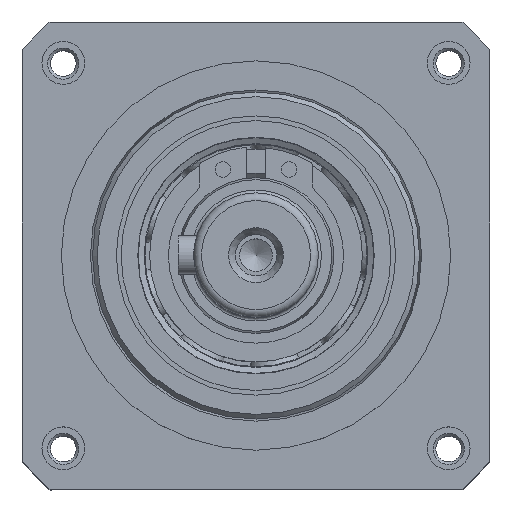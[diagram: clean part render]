
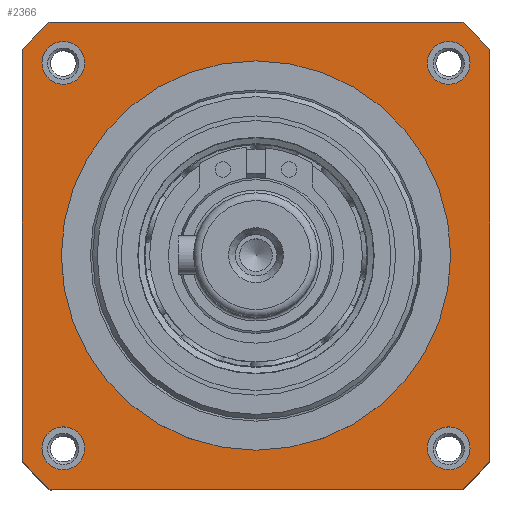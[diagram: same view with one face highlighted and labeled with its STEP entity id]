
A CAD part, top view. The second image highlights one B-rep face of the part: STEP entity #2366.
In plain terms, the highlighted planar face has unit normal (0, 0, 1).
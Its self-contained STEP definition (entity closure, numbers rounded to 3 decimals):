
#1040=PLANE('',#10029);
#1434=FACE_BOUND('',#3455,.T.);
#1435=FACE_BOUND('',#3456,.T.);
#1436=FACE_BOUND('',#3457,.T.);
#1437=FACE_BOUND('',#3458,.T.);
#1438=FACE_BOUND('',#3459,.T.);
#1439=FACE_BOUND('',#3460,.T.);
#2366=ADVANCED_FACE('',(#1434,#1435,#1436,#1437,#1438,#1439),#1040,.F.);
#3455=EDGE_LOOP('',(#5694));
#3456=EDGE_LOOP('',(#5695));
#3457=EDGE_LOOP('',(#5696));
#3458=EDGE_LOOP('',(#5697));
#3459=EDGE_LOOP('',(#5698));
#3460=EDGE_LOOP('',(#5699,#5700,#5701,#5702,#5703,#5704,#5705,#5706));
#4198=LINE('',#14573,#4669);
#4204=LINE('',#14585,#4675);
#4210=LINE('',#14597,#4681);
#4216=LINE('',#14609,#4687);
#4669=VECTOR('',#11765,1.);
#4675=VECTOR('',#11773,1.);
#4681=VECTOR('',#11781,1.);
#4687=VECTOR('',#11789,1.);
#5694=ORIENTED_EDGE('',*,*,#8327,.T.);
#5695=ORIENTED_EDGE('',*,*,#8328,.T.);
#5696=ORIENTED_EDGE('',*,*,#8329,.T.);
#5697=ORIENTED_EDGE('',*,*,#8330,.T.);
#5698=ORIENTED_EDGE('',*,*,#8331,.F.);
#5699=ORIENTED_EDGE('',*,*,#8326,.F.);
#5700=ORIENTED_EDGE('',*,*,#8297,.F.);
#5701=ORIENTED_EDGE('',*,*,#8320,.F.);
#5702=ORIENTED_EDGE('',*,*,#8315,.F.);
#5703=ORIENTED_EDGE('',*,*,#8322,.F.);
#5704=ORIENTED_EDGE('',*,*,#8309,.F.);
#5705=ORIENTED_EDGE('',*,*,#8324,.F.);
#5706=ORIENTED_EDGE('',*,*,#8303,.F.);
#7405=VERTEX_POINT('',#14572);
#7406=VERTEX_POINT('',#14574);
#7410=VERTEX_POINT('',#14584);
#7411=VERTEX_POINT('',#14586);
#7415=VERTEX_POINT('',#14596);
#7416=VERTEX_POINT('',#14598);
#7420=VERTEX_POINT('',#14608);
#7421=VERTEX_POINT('',#14610);
#7424=VERTEX_POINT('',#14630);
#7425=VERTEX_POINT('',#14632);
#7426=VERTEX_POINT('',#14634);
#7427=VERTEX_POINT('',#14636);
#7428=VERTEX_POINT('',#14638);
#8297=EDGE_CURVE('',#7405,#7406,#4198,.T.);
#8303=EDGE_CURVE('',#7410,#7411,#4204,.T.);
#8309=EDGE_CURVE('',#7415,#7416,#4210,.T.);
#8315=EDGE_CURVE('',#7420,#7421,#4216,.T.);
#8320=EDGE_CURVE('',#7421,#7405,#9219,.T.);
#8322=EDGE_CURVE('',#7416,#7420,#9221,.T.);
#8324=EDGE_CURVE('',#7411,#7415,#9223,.T.);
#8326=EDGE_CURVE('',#7406,#7410,#9225,.T.);
#8327=EDGE_CURVE('',#7424,#7424,#9226,.T.);
#8328=EDGE_CURVE('',#7425,#7425,#9227,.T.);
#8329=EDGE_CURVE('',#7426,#7426,#9228,.T.);
#8330=EDGE_CURVE('',#7427,#7427,#9229,.T.);
#8331=EDGE_CURVE('',#7428,#7428,#9230,.T.);
#9219=CIRCLE('',#10013,40.);
#9221=CIRCLE('',#10016,40.);
#9223=CIRCLE('',#10019,40.);
#9225=CIRCLE('',#10022,40.);
#9226=CIRCLE('',#10024,2.75);
#9227=CIRCLE('',#10025,2.75);
#9228=CIRCLE('',#10026,2.75);
#9229=CIRCLE('',#10027,2.75);
#9230=CIRCLE('',#10028,25.);
#10013=AXIS2_PLACEMENT_3D('',#14618,#11797,#11798);
#10016=AXIS2_PLACEMENT_3D('',#14621,#11803,#11804);
#10019=AXIS2_PLACEMENT_3D('',#14624,#11809,#11810);
#10022=AXIS2_PLACEMENT_3D('',#14627,#11815,#11816);
#10024=AXIS2_PLACEMENT_3D('',#14629,#11819,#11820);
#10025=AXIS2_PLACEMENT_3D('',#14631,#11821,#11822);
#10026=AXIS2_PLACEMENT_3D('',#14633,#11823,#11824);
#10027=AXIS2_PLACEMENT_3D('',#14635,#11825,#11826);
#10028=AXIS2_PLACEMENT_3D('',#14637,#11827,#11828);
#10029=AXIS2_PLACEMENT_3D('',#14639,#11829,#11830);
#11765=DIRECTION('',(0.,1.,0.));
#11773=DIRECTION('',(1.,0.,0.));
#11781=DIRECTION('',(0.,-1.,0.));
#11789=DIRECTION('',(-1.,0.,0.));
#11797=DIRECTION('',(0.,0.,-1.));
#11798=DIRECTION('',(-1.,0.,0.));
#11803=DIRECTION('',(0.,0.,-1.));
#11804=DIRECTION('',(-1.,0.,0.));
#11809=DIRECTION('',(0.,0.,-1.));
#11810=DIRECTION('',(-1.,0.,0.));
#11815=DIRECTION('',(0.,0.,-1.));
#11816=DIRECTION('',(-1.,0.,0.));
#11819=DIRECTION('',(0.,0.,-1.));
#11820=DIRECTION('',(-1.,0.,0.));
#11821=DIRECTION('',(0.,0.,-1.));
#11822=DIRECTION('',(-1.,0.,0.));
#11823=DIRECTION('',(0.,0.,-1.));
#11824=DIRECTION('',(-1.,0.,0.));
#11825=DIRECTION('',(0.,0.,-1.));
#11826=DIRECTION('',(-1.,0.,0.));
#11827=DIRECTION('',(0.,0.,1.));
#11828=DIRECTION('',(1.,0.,0.));
#11829=DIRECTION('',(0.,0.,-1.));
#11830=DIRECTION('',(-1.,0.,0.));
#14572=CARTESIAN_POINT('',(-30.,-26.458,49.));
#14573=CARTESIAN_POINT('',(-30.,-30.,49.));
#14574=CARTESIAN_POINT('',(-30.,26.458,49.));
#14584=CARTESIAN_POINT('',(-26.458,30.,49.));
#14585=CARTESIAN_POINT('',(-30.,30.,49.));
#14586=CARTESIAN_POINT('',(26.458,30.,49.));
#14596=CARTESIAN_POINT('',(30.,26.458,49.));
#14597=CARTESIAN_POINT('',(30.,30.,49.));
#14598=CARTESIAN_POINT('',(30.,-26.458,49.));
#14608=CARTESIAN_POINT('',(26.458,-30.,49.));
#14609=CARTESIAN_POINT('',(30.,-30.,49.));
#14610=CARTESIAN_POINT('',(-26.458,-30.,49.));
#14618=CARTESIAN_POINT('',(0.,0.,49.));
#14621=CARTESIAN_POINT('',(0.,0.,49.));
#14624=CARTESIAN_POINT('',(0.,0.,49.));
#14627=CARTESIAN_POINT('',(0.,0.,49.));
#14629=CARTESIAN_POINT('',(-24.749,-24.749,49.));
#14630=CARTESIAN_POINT('',(-27.499,-24.749,49.));
#14631=CARTESIAN_POINT('',(-24.749,24.749,49.));
#14632=CARTESIAN_POINT('',(-27.499,24.749,49.));
#14633=CARTESIAN_POINT('',(24.749,24.749,49.));
#14634=CARTESIAN_POINT('',(21.999,24.749,49.));
#14635=CARTESIAN_POINT('',(24.749,-24.749,49.));
#14636=CARTESIAN_POINT('',(21.999,-24.749,49.));
#14637=CARTESIAN_POINT('',(0.,0.,49.));
#14638=CARTESIAN_POINT('',(25.,0.,49.));
#14639=CARTESIAN_POINT('',(0.,0.,49.));
